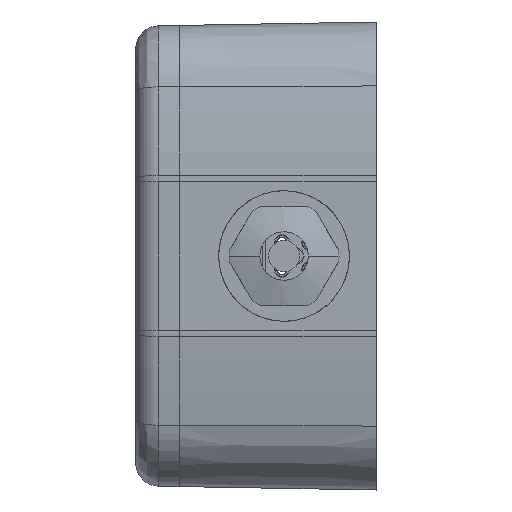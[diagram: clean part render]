
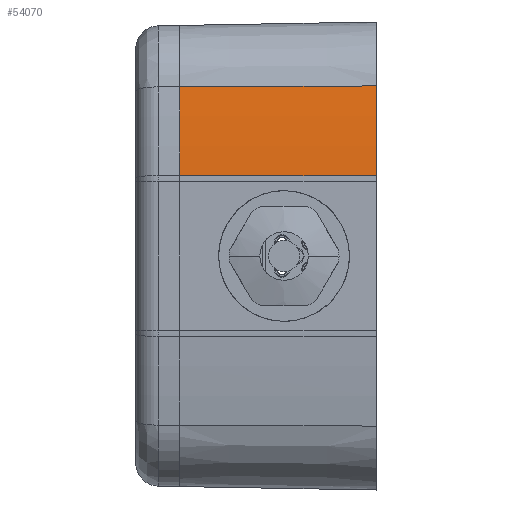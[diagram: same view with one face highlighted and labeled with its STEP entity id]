
A CAD part, left-side view. The second image highlights one B-rep face of the part: STEP entity #54070.
In plain terms, the highlighted conical face has half-angle 1 degrees and reference radius 135.223 mm.
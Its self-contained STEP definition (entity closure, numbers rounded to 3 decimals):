
#10220=CARTESIAN_POINT('',(-34.876,-19.,0.));
#10221=DIRECTION('',(0.,-1.,0.));
#10222=DIRECTION('',(-0.987,0.,0.163));
#10223=AXIS2_PLACEMENT_3D('',#10220,#10221,#10222);
#19561=DIRECTION('',(0.017,1.,-0.003));
#19562=VECTOR('',#19561,25.604);
#19563=CARTESIAN_POINT('',(-168.503,-19.,22.125));
#19564=LINE('',#19563,#19562);
#19565=CARTESIAN_POINT('',(-169.47,6.6,10.457));
#19566=CARTESIAN_POINT('',(-169.504,4.642,
10.458));
#19567=CARTESIAN_POINT('',(-169.574,0.662,
10.46));
#19568=CARTESIAN_POINT('',(-169.68,-5.428,
10.464));
#19569=CARTESIAN_POINT('',(-169.792,-11.847,
10.468));
#19570=CARTESIAN_POINT('',(-169.874,-16.556,
10.471));
#19571=CARTESIAN_POINT('',(-169.917,-19.,10.473));
#19683=CARTESIAN_POINT('',(-34.876,6.6,0.));
#19684=DIRECTION('',(0.,1.,0.));
#19685=DIRECTION('',(-0.997,0.,0.077));
#19686=AXIS2_PLACEMENT_3D('',#19683,#19684,#19685);
#19693=CARTESIAN_POINT('',(-169.47,6.6,10.457));
#23424=CARTESIAN_POINT('',(-168.503,-19.,22.125));
#23425=VERTEX_POINT('',#23424);
#23433=CARTESIAN_POINT('',(-169.917,-19.,10.473));
#23434=VERTEX_POINT('',#23433);
#23871=CARTESIAN_POINT('',(-168.062,6.6,22.052));
#23872=VERTEX_POINT('',#23871);
#23892=VERTEX_POINT('',#19693);
#54057=CARTESIAN_POINT('',(-34.876,-6.2,0.));
#54058=DIRECTION('',(0.,-1.,0.));
#54059=DIRECTION('',(-1.,0.,0.));
#54060=AXIS2_PLACEMENT_3D('',#54057,#54058,#54059);
#54061=CONICAL_SURFACE('',#54060,135.223,1.);
#54062=ORIENTED_EDGE('',*,*,#34948,.T.);
#54064=ORIENTED_EDGE('',*,*,#54063,.F.);
#54066=ORIENTED_EDGE('',*,*,#54065,.T.);
#54067=ORIENTED_EDGE('',*,*,#54048,.F.);
#54068=EDGE_LOOP('',(#54062,#54064,#54066,#54067));
#54069=FACE_OUTER_BOUND('',#54068,.F.);
#10224=CIRCLE('',#10223,135.447);
#19572=B_SPLINE_CURVE_WITH_KNOTS('',3,(#19565,#19566,#19567,#19568,#19569,
#19570,#19571),.UNSPECIFIED.,.F.,.F.,(4,1,1,1,4),(0.,0.25,0.5,0.75,
1.),.UNSPECIFIED.);
#19687=CIRCLE('',#19686,135.);
#34948=EDGE_CURVE('',#23425,#23434,#10224,.T.);
#54048=EDGE_CURVE('',#23425,#23872,#19564,.T.);
#54063=EDGE_CURVE('',#23892,#23434,#19572,.T.);
#54065=EDGE_CURVE('',#23892,#23872,#19687,.T.);
#54070=ADVANCED_FACE('',(#54069),#54061,.T.);
